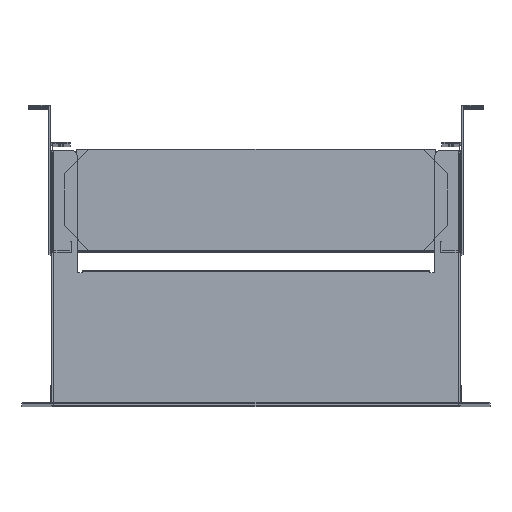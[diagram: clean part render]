
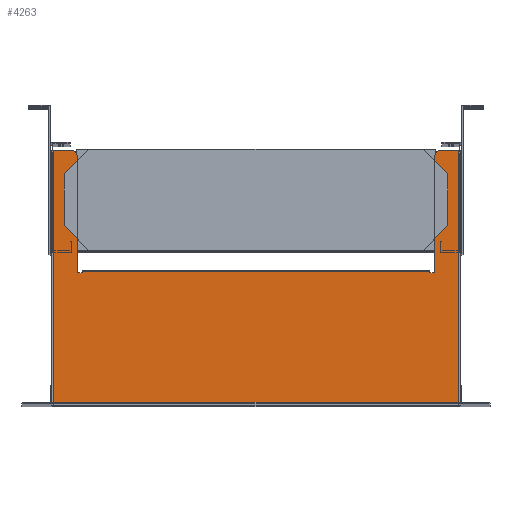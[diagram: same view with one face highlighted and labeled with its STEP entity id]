
A CAD part, top view. The second image highlights one B-rep face of the part: STEP entity #4263.
In plain terms, the highlighted planar face has unit normal (0, 0, 1).
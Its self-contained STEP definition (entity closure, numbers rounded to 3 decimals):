
#3490=DIRECTION('',(0.,1.,0.));
#3491=VECTOR('',#3490,13.307);
#3492=CARTESIAN_POINT('',(12.45,-4.534,78.819));
#3493=LINE('',#3492,#3491);
#3553=DIRECTION('',(-1.,0.,0.));
#3554=VECTOR('',#3553,1.063);
#3555=CARTESIAN_POINT('',(12.45,8.773,78.819));
#3556=LINE('',#3555,#3554);
#3658=DIRECTION('',(0.,-1.,0.));
#3659=VECTOR('',#3658,0.039);
#3660=CARTESIAN_POINT('',(-9.125,-4.534,
78.819));
#3661=LINE('',#3660,#3659);
#3707=DIRECTION('',(1.,0.,0.));
#3708=VECTOR('',#3707,0.079);
#3709=CARTESIAN_POINT('',(12.45,-4.534,78.819));
#3710=LINE('',#3709,#3708);
#3714=DIRECTION('',(0.,-1.,0.));
#3715=VECTOR('',#3714,0.039);
#3716=CARTESIAN_POINT('',(12.529,-4.534,78.819));
#3717=LINE('',#3716,#3715);
#3721=DIRECTION('',(0.707,-0.707,0.));
#3722=VECTOR('',#3721,0.334);
#3723=CARTESIAN_POINT('',(-7.983,8.773,78.819));
#3724=LINE('',#3723,#3722);
#3728=DIRECTION('',(0.,-1.,0.));
#3729=VECTOR('',#3728,6.22);
#3730=CARTESIAN_POINT('',(-7.747,8.537,78.819));
#3731=LINE('',#3730,#3729);
#3735=DIRECTION('',(1.,0.,0.));
#3736=VECTOR('',#3735,0.236);
#3737=CARTESIAN_POINT('',(-7.747,2.317,78.819));
#3738=LINE('',#3737,#3736);
#3742=DIRECTION('',(1.,0.,0.));
#3743=VECTOR('',#3742,0.236);
#3744=CARTESIAN_POINT('',(10.915,2.317,78.819));
#3745=LINE('',#3744,#3743);
#3749=DIRECTION('',(0.,1.,0.));
#3750=VECTOR('',#3749,6.22);
#3751=CARTESIAN_POINT('',(11.151,2.317,78.819));
#3752=LINE('',#3751,#3750);
#3756=DIRECTION('',(0.707,0.707,0.));
#3757=VECTOR('',#3756,0.334);
#3758=CARTESIAN_POINT('',(11.151,8.537,78.819));
#3759=LINE('',#3758,#3757);
#3763=DIRECTION('',(1.,0.,0.));
#3764=VECTOR('',#3763,21.654);
#3765=CARTESIAN_POINT('',(-9.125,-4.573,
78.819));
#3766=LINE('',#3765,#3764);
#3784=DIRECTION('',(-1.,0.,0.));
#3785=VECTOR('',#3784,0.079);
#3786=CARTESIAN_POINT('',(-9.046,-4.534,
78.819));
#3787=LINE('',#3786,#3785);
#3798=DIRECTION('',(0.,-1.,0.));
#3799=VECTOR('',#3798,13.307);
#3800=CARTESIAN_POINT('',(-9.046,8.773,78.819));
#3801=LINE('',#3800,#3799);
#3812=DIRECTION('',(-1.,0.,0.));
#3813=VECTOR('',#3812,1.063);
#3814=CARTESIAN_POINT('',(-7.983,8.773,78.819));
#3815=LINE('',#3814,#3813);
#3861=DIRECTION('',(0.,-1.,0.));
#3862=VECTOR('',#3861,0.039);
#3863=CARTESIAN_POINT('',(-7.511,2.356,78.819));
#3864=LINE('',#3863,#3862);
#3889=DIRECTION('',(-1.,0.,0.));
#3890=VECTOR('',#3889,18.425);
#3891=CARTESIAN_POINT('',(10.915,2.356,78.819));
#3892=LINE('',#3891,#3890);
#3903=DIRECTION('',(0.,1.,0.));
#3904=VECTOR('',#3903,0.039);
#3905=CARTESIAN_POINT('',(10.915,2.317,78.819));
#3906=LINE('',#3905,#3904);
#3988=CARTESIAN_POINT('',(12.45,-4.534,78.819));
#3990=VERTEX_POINT('',#3988);
#3991=CARTESIAN_POINT('',(12.45,8.773,78.819));
#3992=VERTEX_POINT('',#3991);
#3995=CARTESIAN_POINT('',(12.529,-4.534,78.819));
#3997=VERTEX_POINT('',#3995);
#4009=CARTESIAN_POINT('',(12.529,-4.573,78.819));
#4010=VERTEX_POINT('',#4009);
#4013=CARTESIAN_POINT('',(11.387,8.773,78.819));
#4014=VERTEX_POINT('',#4013);
#4039=CARTESIAN_POINT('',(-9.125,-4.534,
78.819));
#4040=CARTESIAN_POINT('',(-9.125,-4.573,
78.819));
#4041=VERTEX_POINT('',#4039);
#4042=VERTEX_POINT('',#4040);
#4049=CARTESIAN_POINT('',(-9.046,-4.534,
78.819));
#4050=VERTEX_POINT('',#4049);
#4051=CARTESIAN_POINT('',(-9.046,8.773,78.819));
#4052=VERTEX_POINT('',#4051);
#4053=CARTESIAN_POINT('',(-7.983,8.773,78.819));
#4054=VERTEX_POINT('',#4053);
#4055=CARTESIAN_POINT('',(-7.747,8.537,78.819));
#4056=VERTEX_POINT('',#4055);
#4057=CARTESIAN_POINT('',(-7.747,2.317,78.819));
#4058=VERTEX_POINT('',#4057);
#4059=CARTESIAN_POINT('',(-7.511,2.317,78.819));
#4060=VERTEX_POINT('',#4059);
#4061=CARTESIAN_POINT('',(-7.511,2.356,78.819));
#4062=VERTEX_POINT('',#4061);
#4063=CARTESIAN_POINT('',(10.915,2.356,78.819));
#4064=VERTEX_POINT('',#4063);
#4065=CARTESIAN_POINT('',(10.915,2.317,78.819));
#4066=VERTEX_POINT('',#4065);
#4067=CARTESIAN_POINT('',(11.151,2.317,78.819));
#4068=VERTEX_POINT('',#4067);
#4069=CARTESIAN_POINT('',(11.151,8.537,78.819));
#4070=VERTEX_POINT('',#4069);
#4225=CARTESIAN_POINT('',(12.411,-4.534,78.819));
#4226=DIRECTION('',(0.,0.,1.));
#4227=DIRECTION('',(0.,1.,0.));
#4228=AXIS2_PLACEMENT_3D('',#4225,#4226,#4227);
#4229=PLANE('',#4228);
#4230=ORIENTED_EDGE('',*,*,#4106,.T.);
#4231=ORIENTED_EDGE('',*,*,#4129,.T.);
#4233=ORIENTED_EDGE('',*,*,#4232,.F.);
#4234=ORIENTED_EDGE('',*,*,#4208,.F.);
#4236=ORIENTED_EDGE('',*,*,#4235,.F.);
#4238=ORIENTED_EDGE('',*,*,#4237,.F.);
#4240=ORIENTED_EDGE('',*,*,#4239,.F.);
#4242=ORIENTED_EDGE('',*,*,#4241,.T.);
#4244=ORIENTED_EDGE('',*,*,#4243,.T.);
#4246=ORIENTED_EDGE('',*,*,#4245,.T.);
#4248=ORIENTED_EDGE('',*,*,#4247,.F.);
#4250=ORIENTED_EDGE('',*,*,#4249,.F.);
#4252=ORIENTED_EDGE('',*,*,#4251,.F.);
#4254=ORIENTED_EDGE('',*,*,#4253,.T.);
#4256=ORIENTED_EDGE('',*,*,#4255,.T.);
#4258=ORIENTED_EDGE('',*,*,#4257,.T.);
#4259=ORIENTED_EDGE('',*,*,#4148,.F.);
#4260=ORIENTED_EDGE('',*,*,#4090,.F.);
#4261=EDGE_LOOP('',(#4230,#4231,#4233,#4234,#4236,#4238,#4240,#4242,#4244,#4246,
#4248,#4250,#4252,#4254,#4256,#4258,#4259,#4260));
#4262=FACE_OUTER_BOUND('',#4261,.F.);
#4090=EDGE_CURVE('',#3990,#3992,#3493,.T.);
#4106=EDGE_CURVE('',#3990,#3997,#3710,.T.);
#4129=EDGE_CURVE('',#3997,#4010,#3717,.T.);
#4148=EDGE_CURVE('',#3992,#4014,#3556,.T.);
#4208=EDGE_CURVE('',#4041,#4042,#3661,.T.);
#4232=EDGE_CURVE('',#4042,#4010,#3766,.T.);
#4235=EDGE_CURVE('',#4050,#4041,#3787,.T.);
#4237=EDGE_CURVE('',#4052,#4050,#3801,.T.);
#4239=EDGE_CURVE('',#4054,#4052,#3815,.T.);
#4241=EDGE_CURVE('',#4054,#4056,#3724,.T.);
#4243=EDGE_CURVE('',#4056,#4058,#3731,.T.);
#4245=EDGE_CURVE('',#4058,#4060,#3738,.T.);
#4247=EDGE_CURVE('',#4062,#4060,#3864,.T.);
#4249=EDGE_CURVE('',#4064,#4062,#3892,.T.);
#4251=EDGE_CURVE('',#4066,#4064,#3906,.T.);
#4253=EDGE_CURVE('',#4066,#4068,#3745,.T.);
#4255=EDGE_CURVE('',#4068,#4070,#3752,.T.);
#4257=EDGE_CURVE('',#4070,#4014,#3759,.T.);
#4263=ADVANCED_FACE('',(#4262),#4229,.T.);
